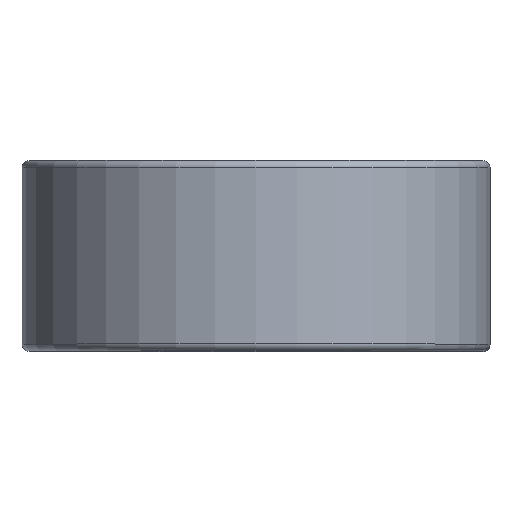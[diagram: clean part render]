
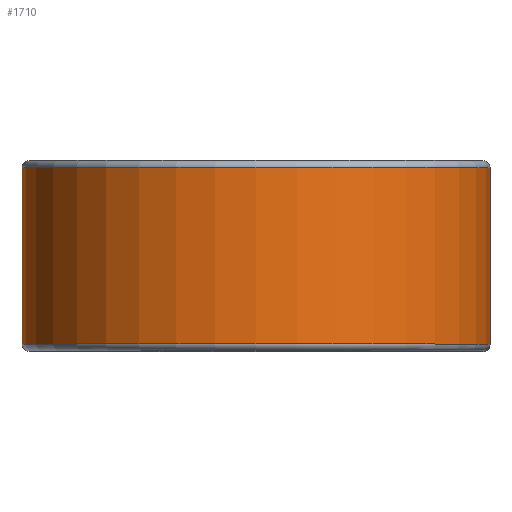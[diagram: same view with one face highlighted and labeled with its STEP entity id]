
A CAD part, top view. The second image highlights one B-rep face of the part: STEP entity #1710.
In plain terms, the highlighted cylindrical face has radius 25.337 mm (diameter 50.673 mm), a partial arc.
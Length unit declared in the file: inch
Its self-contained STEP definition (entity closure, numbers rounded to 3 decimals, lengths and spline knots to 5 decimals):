
#76 = CARTESIAN_POINT ( 'NONE',  ( 0.9975, -0.37625, 0. ) ) ;
#138 = CARTESIAN_POINT ( 'NONE',  ( 0.9975, 0.37625, 0. ) ) ;
#186 = LINE ( 'NONE', #305, #2004 ) ;
#230 = CARTESIAN_POINT ( 'NONE',  ( 0.9975, 0.37625, 0. ) ) ;
#233 = EDGE_CURVE ( 'NONE', #995, #1521, #1495, .T. ) ;
#237 = DIRECTION ( 'NONE',  ( 0., 1., 0. ) ) ;
#280 = AXIS2_PLACEMENT_3D ( 'NONE', #622, #632, #719 ) ;
#305 = CARTESIAN_POINT ( 'NONE',  ( 0., 0.37625, -0.9975 ) ) ;
#309 = EDGE_CURVE ( 'NONE', #995, #2029, #1459, .T. ) ;
#344 = CARTESIAN_POINT ( 'NONE',  ( 0., 0.37625, 0. ) ) ;
#356 = CARTESIAN_POINT ( 'NONE',  ( 0., 0.37625, -0.9975 ) ) ;
#442 = EDGE_CURVE ( 'NONE', #1521, #1211, #1259, .T. ) ;
#460 = ORIENTED_EDGE ( 'NONE', *, *, #442, .T. ) ;
#622 = CARTESIAN_POINT ( 'NONE',  ( 0., -0.37625, 0. ) ) ;
#632 = DIRECTION ( 'NONE',  ( 0., -1., 0. ) ) ;
#719 = DIRECTION ( 'NONE',  ( 0., 0., -1. ) ) ;
#743 = ORIENTED_EDGE ( 'NONE', *, *, #309, .F. ) ;
#838 = FACE_OUTER_BOUND ( 'NONE', #2268, .T. ) ;
#995 = VERTEX_POINT ( 'NONE', #76 ) ;
#1024 = ORIENTED_EDGE ( 'NONE', *, *, #1085, .F. ) ;
#1085 = EDGE_CURVE ( 'NONE', #2029, #1211, #186, .T. ) ;
#1135 = DIRECTION ( 'NONE',  ( 0., -1., 0. ) ) ;
#1211 = VERTEX_POINT ( 'NONE', #356 ) ;
#1259 = CIRCLE ( 'NONE', #1501, 0.9975 ) ;
#1278 = CARTESIAN_POINT ( 'NONE',  ( 0., -0.37625, -0.9975 ) ) ;
#1459 = CIRCLE ( 'NONE', #280, 0.9975 ) ;
#1490 = VECTOR ( 'NONE', #237, 39.37008 ) ;
#1495 = LINE ( 'NONE', #230, #1490 ) ;
#1501 = AXIS2_PLACEMENT_3D ( 'NONE', #344, #2335, #1610 ) ;
#1521 = VERTEX_POINT ( 'NONE', #138 ) ;
#1610 = DIRECTION ( 'NONE',  ( 0., 0., -1. ) ) ;
#1710 = ADVANCED_FACE ( 'NONE', ( #838 ), #1801, .T. ) ;
#1751 = DIRECTION ( 'NONE',  ( 0., 1., 0. ) ) ;
#1767 = AXIS2_PLACEMENT_3D ( 'NONE', #2233, #1135, #2047 ) ;
#1801 = CYLINDRICAL_SURFACE ( 'NONE', #1767, 0.9975 ) ;
#1964 = ORIENTED_EDGE ( 'NONE', *, *, #233, .T. ) ;
#2004 = VECTOR ( 'NONE', #1751, 39.37008 ) ;
#2029 = VERTEX_POINT ( 'NONE', #1278 ) ;
#2047 = DIRECTION ( 'NONE',  ( 0., 0., -1. ) ) ;
#2233 = CARTESIAN_POINT ( 'NONE',  ( 0., 0.375, 0. ) ) ;
#2268 = EDGE_LOOP ( 'NONE', ( #1964, #460, #1024, #743 ) ) ;
#2335 = DIRECTION ( 'NONE',  ( 0., -1., 0. ) ) ;
